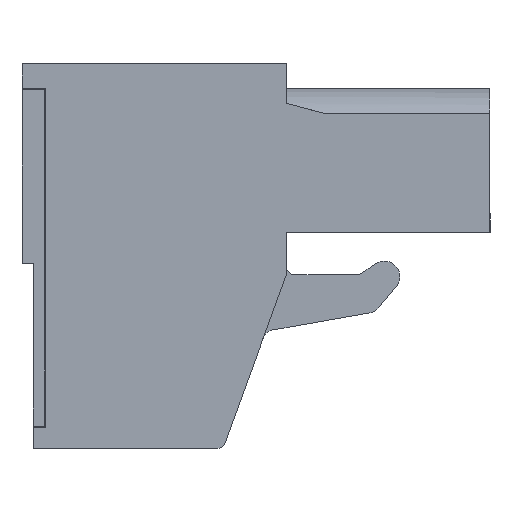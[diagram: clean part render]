
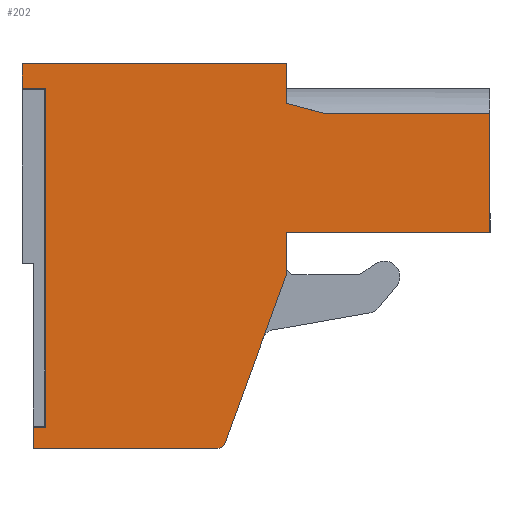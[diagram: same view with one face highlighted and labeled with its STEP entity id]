
A CAD part, front view. The second image highlights one B-rep face of the part: STEP entity #202.
In plain terms, the highlighted planar face has unit normal (0, -1, 0).
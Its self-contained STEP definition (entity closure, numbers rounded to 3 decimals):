
#202 = ADVANCED_FACE( '', ( #545 ), #546, .F. );
#545 = FACE_OUTER_BOUND( '', #1050, .T. );
#546 = PLANE( '', #1051 );
#1050 = EDGE_LOOP( '', ( #1603, #1604, #1605, #1606, #1607, #1608, #1609, #1610, #1611, #1612, #1613, #1614, #1615, #1616, #1617 ) );
#1051 = AXIS2_PLACEMENT_3D( '', #1618, #1619, #1620 );
#1603 = ORIENTED_EDGE( '', *, *, #2935, .F. );
#1604 = ORIENTED_EDGE( '', *, *, #2936, .T. );
#1605 = ORIENTED_EDGE( '', *, *, #2937, .F. );
#1606 = ORIENTED_EDGE( '', *, *, #2938, .F. );
#1607 = ORIENTED_EDGE( '', *, *, #2883, .F. );
#1608 = ORIENTED_EDGE( '', *, *, #2939, .T. );
#1609 = ORIENTED_EDGE( '', *, *, #2940, .F. );
#1610 = ORIENTED_EDGE( '', *, *, #2941, .F. );
#1611 = ORIENTED_EDGE( '', *, *, #2942, .T. );
#1612 = ORIENTED_EDGE( '', *, *, #2943, .F. );
#1613 = ORIENTED_EDGE( '', *, *, #2944, .T. );
#1614 = ORIENTED_EDGE( '', *, *, #2945, .F. );
#1615 = ORIENTED_EDGE( '', *, *, #2946, .F. );
#1616 = ORIENTED_EDGE( '', *, *, #2947, .F. );
#1617 = ORIENTED_EDGE( '', *, *, #2948, .F. );
#1618 = CARTESIAN_POINT( '', ( 117.3, 30.4, -0.7 ) );
#1619 = DIRECTION( '', ( 0., 1., 0. ) );
#1620 = DIRECTION( '', ( 1., 0., 0. ) );
#2883 = EDGE_CURVE( '', #3419, #3414, #3421, .T. );
#2935 = EDGE_CURVE( '', #3513, #3514, #3515, .T. );
#2936 = EDGE_CURVE( '', #3513, #3516, #3517, .T. );
#2937 = EDGE_CURVE( '', #3518, #3516, #3519, .T. );
#2938 = EDGE_CURVE( '', #3414, #3518, #3520, .T. );
#2939 = EDGE_CURVE( '', #3419, #3521, #3522, .F. );
#2940 = EDGE_CURVE( '', #3523, #3521, #3524, .T. );
#2941 = EDGE_CURVE( '', #3525, #3523, #3526, .T. );
#2942 = EDGE_CURVE( '', #3525, #3527, #3528, .T. );
#2943 = EDGE_CURVE( '', #3529, #3527, #3530, .T. );
#2944 = EDGE_CURVE( '', #3529, #3531, #3532, .T. );
#2945 = EDGE_CURVE( '', #3533, #3531, #3534, .T. );
#2946 = EDGE_CURVE( '', #3535, #3533, #3536, .T. );
#2947 = EDGE_CURVE( '', #3537, #3535, #3538, .T. );
#2948 = EDGE_CURVE( '', #3514, #3537, #3539, .T. );
#3414 = VERTEX_POINT( '', #4202 );
#3419 = VERTEX_POINT( '', #4209 );
#3421 = LINE( '', #4212, #4213 );
#3513 = VERTEX_POINT( '', #4335 );
#3514 = VERTEX_POINT( '', #4336 );
#3515 = LINE( '', #4337, #4338 );
#3516 = VERTEX_POINT( '', #4339 );
#3517 = LINE( '', #4340, #4341 );
#3518 = VERTEX_POINT( '', #4342 );
#3519 = LINE( '', #4343, #4344 );
#3520 = LINE( '', #4345, #4346 );
#3521 = VERTEX_POINT( '', #4347 );
#3522 = CIRCLE( '', #4348, 0.3 );
#3523 = VERTEX_POINT( '', #4349 );
#3524 = LINE( '', #4350, #4351 );
#3525 = VERTEX_POINT( '', #4352 );
#3526 = LINE( '', #4353, #4354 );
#3527 = VERTEX_POINT( '', #4355 );
#3528 = LINE( '', #4356, #4357 );
#3529 = VERTEX_POINT( '', #4358 );
#3530 = LINE( '', #4359, #4360 );
#3531 = VERTEX_POINT( '', #4361 );
#3532 = LINE( '', #4362, #4363 );
#3533 = VERTEX_POINT( '', #4364 );
#3534 = LINE( '', #4365, #4366 );
#3535 = VERTEX_POINT( '', #4367 );
#3536 = LINE( '', #4368, #4369 );
#3537 = VERTEX_POINT( '', #4370 );
#3538 = LINE( '', #4371, #4372 );
#3539 = LINE( '', #4373, #4374 );
#4202 = CARTESIAN_POINT( '', ( 98.9, 30.4, -9.4 ) );
#4209 = CARTESIAN_POINT( '', ( 106.342, 30.4, -9.4 ) );
#4212 = CARTESIAN_POINT( '', ( 98.75, 30.4, -9.4 ) );
#4213 = VECTOR( '', #5283, 1000. );
#4335 = CARTESIAN_POINT( '', ( 99.4, 30.4, 5.1 ) );
#4336 = CARTESIAN_POINT( '', ( 98.45, 30.4, 5.1 ) );
#4337 = CARTESIAN_POINT( '', ( 98.25, 30.4, 5.1 ) );
#4338 = VECTOR( '', #5344, 1000. );
#4339 = CARTESIAN_POINT( '', ( 99.4, 30.4, -8.55 ) );
#4340 = CARTESIAN_POINT( '', ( 99.4, 30.4, -8.09 ) );
#4341 = VECTOR( '', #5345, 1000. );
#4342 = CARTESIAN_POINT( '', ( 98.9, 30.4, -8.55 ) );
#4343 = CARTESIAN_POINT( '', ( 99.45, 30.4, -8.55 ) );
#4344 = VECTOR( '', #5346, 1000. );
#4345 = CARTESIAN_POINT( '', ( 98.9, 30.4, -8.24 ) );
#4346 = VECTOR( '', #5347, 1000. );
#4347 = CARTESIAN_POINT( '', ( 106.624, 30.4, -9.203 ) );
#4348 = AXIS2_PLACEMENT_3D( '', #5348, #5349, #5350 );
#4349 = CARTESIAN_POINT( '', ( 109.1, 30.4, -2.4 ) );
#4350 = CARTESIAN_POINT( '', ( 106.734, 30.4, -8.9 ) );
#4351 = VECTOR( '', #5351, 1000. );
#4352 = CARTESIAN_POINT( '', ( 109.1, 30.4, -0.7 ) );
#4353 = CARTESIAN_POINT( '', ( 109.1, 30.4, 4.5 ) );
#4354 = VECTOR( '', #5352, 1000. );
#4355 = CARTESIAN_POINT( '', ( 117.3, 30.4, -0.7 ) );
#4356 = CARTESIAN_POINT( '', ( 117.4, 30.4, -0.7 ) );
#4357 = VECTOR( '', #5353, 1000. );
#4358 = CARTESIAN_POINT( '', ( 117.3, 30.4, 4.1 ) );
#4359 = CARTESIAN_POINT( '', ( 117.3, 30.4, 3.2 ) );
#4360 = VECTOR( '', #5354, 1000. );
#4361 = CARTESIAN_POINT( '', ( 110.593, 30.4, 4.1 ) );
#4362 = CARTESIAN_POINT( '', ( 110.593, 30.4, 4.1 ) );
#4363 = VECTOR( '', #5355, 1000. );
#4364 = CARTESIAN_POINT( '', ( 109.1, 30.4, 4.5 ) );
#4365 = CARTESIAN_POINT( '', ( 110.593, 30.4, 4.1 ) );
#4366 = VECTOR( '', #5356, 1000. );
#4367 = CARTESIAN_POINT( '', ( 109.1, 30.4, 6.1 ) );
#4368 = CARTESIAN_POINT( '', ( 109.1, 30.4, 4.5 ) );
#4369 = VECTOR( '', #5357, 1000. );
#4370 = CARTESIAN_POINT( '', ( 98.45, 30.4, 6.1 ) );
#4371 = CARTESIAN_POINT( '', ( 109.1, 30.4, 6.1 ) );
#4372 = VECTOR( '', #5358, 1000. );
#4373 = CARTESIAN_POINT( '', ( 98.45, 30.4, 6.1 ) );
#4374 = VECTOR( '', #5359, 1000. );
#5283 = DIRECTION( '', ( -1., 0., 0. ) );
#5344 = DIRECTION( '', ( -1., 0., 0. ) );
#5345 = DIRECTION( '', ( 0., 0., -1. ) );
#5346 = DIRECTION( '', ( 1., 0., 0. ) );
#5347 = DIRECTION( '', ( 0., 0., 1. ) );
#5348 = CARTESIAN_POINT( '', ( 106.342, 30.4, -9.1 ) );
#5349 = DIRECTION( '', ( 0., 1., 0. ) );
#5350 = DIRECTION( '', ( 1., 0., 0. ) );
#5351 = DIRECTION( '', ( -0.342, 0., -0.94 ) );
#5352 = DIRECTION( '', ( 0., 0., -1. ) );
#5353 = DIRECTION( '', ( 1., 0., 0. ) );
#5354 = DIRECTION( '', ( 0., 0., -1. ) );
#5355 = DIRECTION( '', ( -1., 0., 0. ) );
#5356 = DIRECTION( '', ( 0.966, 0., -0.259 ) );
#5357 = DIRECTION( '', ( 0., 0., -1. ) );
#5358 = DIRECTION( '', ( 1., 0., 0. ) );
#5359 = DIRECTION( '', ( 0., 0., 1. ) );
